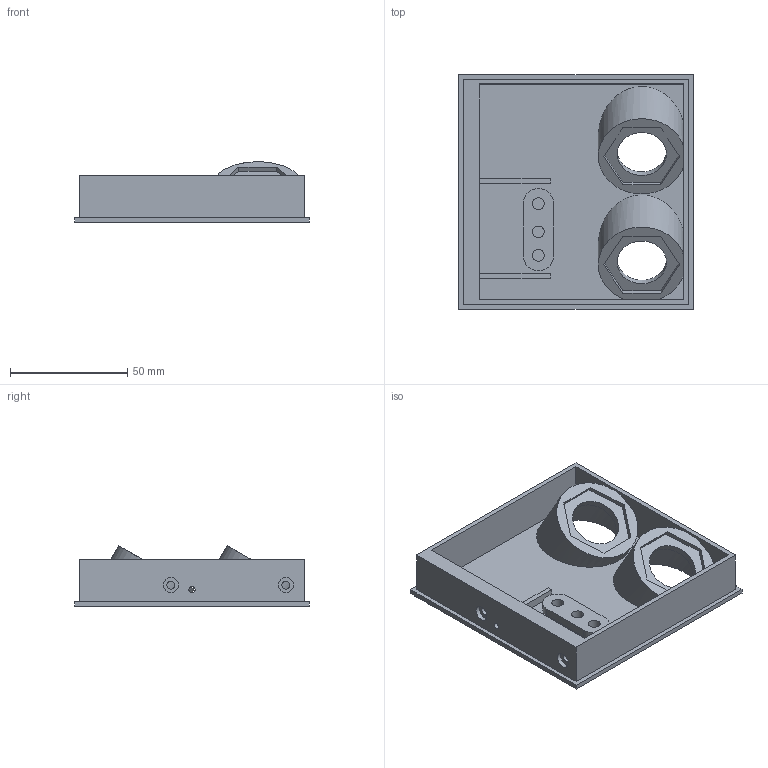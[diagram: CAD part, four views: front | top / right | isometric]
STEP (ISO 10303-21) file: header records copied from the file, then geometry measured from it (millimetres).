
FILE_DESCRIPTION( ( '' ), ' ' );
FILE_NAME( '56014108e4b0e00831e145f5.step', '2015-09-22T11:52:41', ( '' ), ( '' ), ' ', ' ', ' ' );
FILE_SCHEMA( ( 'AUTOMOTIVE_DESIGN { 1 0 10303 214 1 1 1 1 }' ) );
Length unit declared in the file: metre
Products named in the file (1): Part 2
Bounding box: 100 x 100 x 25.73 mm (x, y, z)
Volume: 53022 mm3; surface area: 40137.5 mm2
Topology: 1 solids, 1 shells, 67 faces, 164 edges, 110 vertices
Faces by surface type: plane 50, cylinder 17
Full cylindrical faces by diameter (mm): 2.6 x2, 3.4 x2, 5 x3, 6.5 x2, 21 x2, 31 x2
Entity records: 2467 total; most frequent: CARTESIAN_POINT 325, DIRECTION 321, ORIENTED_EDGE 298, EDGE_CURVE 149, LINE 113, VECTOR 113, VERTEX_POINT 108, EDGE_LOOP 105
